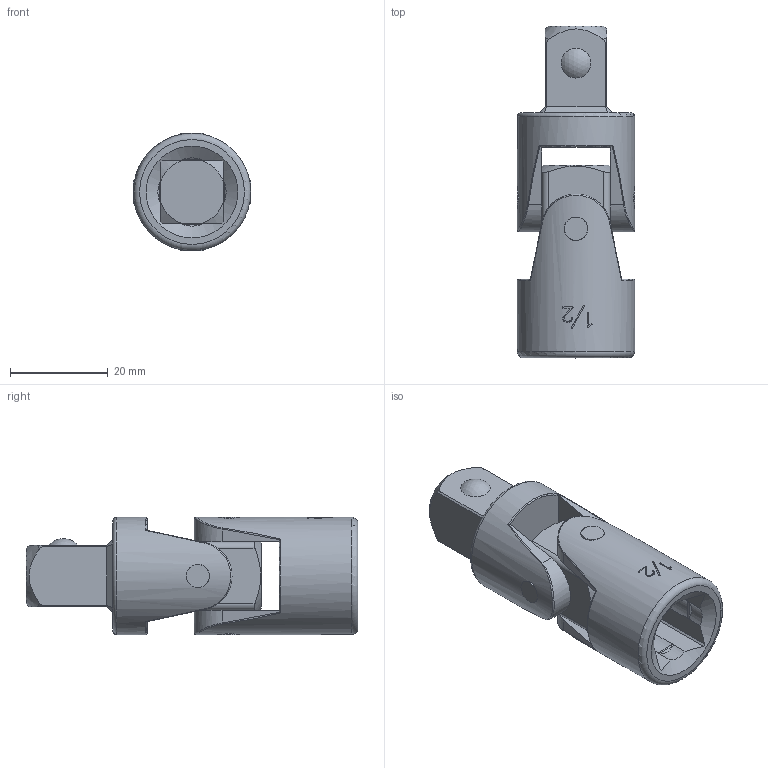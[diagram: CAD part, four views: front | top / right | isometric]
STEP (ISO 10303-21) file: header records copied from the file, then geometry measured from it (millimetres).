
FILE_DESCRIPTION (( 'STEP AP203' ), '1' );
FILE_NAME ('Craftsman Socket U-Joint_4425.step', '2013-08-30T18:02:27', ( 'OI' ), ( 'OI' ), 'SwSTEP 2.0', 'SolidWorks 2012', '' );
FILE_SCHEMA (( 'CONFIG_CONTROL_DESIGN' ));
Length unit declared in the file: inch
Products named in the file (4): Craftsman Socket U-Joint_4425; Craftsman Socket U-Joint Drive_4425-Drive; Craftsman Socket U-Joint Intermediate Body_4425; Craftsman Socket U-Joint Base_4425
Assembly tree (3 placements, depth 2):
  Craftsman Socket U-Joint_4425
    Craftsman Socket U-Joint Base_4425
    Craftsman Socket U-Joint Intermediate Body_4425
    Craftsman Socket U-Joint Drive_4425-Drive
Bounding box: 24 x 67.94 x 24 mm (x, y, z)
Volume: 18202.4 mm3; surface area: 8850.5 mm2
Topology: 3 solids, 3 shells, 188 faces, 498 edges, 325 vertices
Faces by surface type: bspline 70, plane 62, cylinder 37, torus 10, cone 8, sphere 1
Full cylindrical faces by diameter (mm): 4.75 x6, 4.826 x2, 24.003 x2
Entity records: 8879 total; most frequent: CARTESIAN_POINT 4695, ORIENTED_EDGE 944, DIRECTION 486, EDGE_CURVE 472, VERTEX_POINT 315, B_SPLINE_CURVE_WITH_KNOTS 277, EDGE_LOOP 223, FACE_OUTER_BOUND 200
